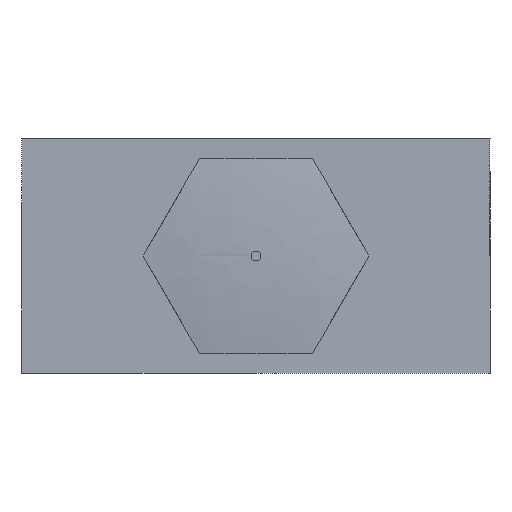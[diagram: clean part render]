
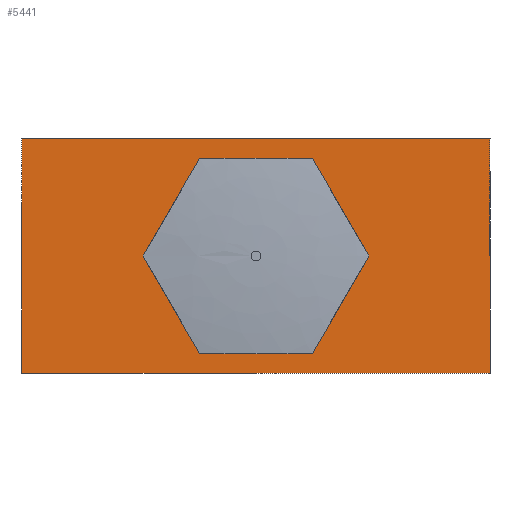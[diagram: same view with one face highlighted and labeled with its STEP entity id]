
A CAD part, front view. The second image highlights one B-rep face of the part: STEP entity #5441.
In plain terms, the highlighted face is planar.
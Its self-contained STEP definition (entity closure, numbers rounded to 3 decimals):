
#462=FACE_BOUND('',#1249,.T.);
#611=PLANE('',#5730);
#913=FACE_OUTER_BOUND('',#1248,.T.);
#1248=EDGE_LOOP('',(#5050,#5051,#5052,#5053));
#1249=EDGE_LOOP('',(#5054,#5055,#5056));
#1725=LINE('',#9765,#2210);
#1748=LINE('',#9917,#2233);
#1749=LINE('',#9919,#2234);
#1750=LINE('',#9920,#2235);
#2210=VECTOR('',#6502,10.);
#2233=VECTOR('',#6593,10.);
#2234=VECTOR('',#6594,10.);
#2235=VECTOR('',#6595,10.);
#2260=CIRCLE('',#5712,5.);
#2261=CIRCLE('',#5713,5.);
#2271=CIRCLE('',#5731,5.);
#2758=VERTEX_POINT('',#9763);
#2759=VERTEX_POINT('',#9764);
#2776=VERTEX_POINT('',#9876);
#2777=VERTEX_POINT('',#9877);
#2778=VERTEX_POINT('',#9880);
#2788=VERTEX_POINT('',#9916);
#2789=VERTEX_POINT('',#9918);
#3509=EDGE_CURVE('',#2758,#2759,#1725,.T.);
#3532=EDGE_CURVE('',#2776,#2777,#2260,.T.);
#3534=EDGE_CURVE('',#2777,#2778,#2261,.T.);
#3552=EDGE_CURVE('',#2788,#2758,#1748,.T.);
#3553=EDGE_CURVE('',#2789,#2788,#1749,.T.);
#3554=EDGE_CURVE('',#2759,#2789,#1750,.T.);
#3555=EDGE_CURVE('',#2776,#2778,#2271,.T.);
#5050=ORIENTED_EDGE('',*,*,#3509,.F.);
#5051=ORIENTED_EDGE('',*,*,#3552,.F.);
#5052=ORIENTED_EDGE('',*,*,#3553,.F.);
#5053=ORIENTED_EDGE('',*,*,#3554,.F.);
#5054=ORIENTED_EDGE('',*,*,#3555,.T.);
#5055=ORIENTED_EDGE('',*,*,#3534,.F.);
#5056=ORIENTED_EDGE('',*,*,#3532,.F.);
#5441=ADVANCED_FACE('',(#913,#462),#611,.T.);
#5712=AXIS2_PLACEMENT_3D('',#9878,#6546,#6547);
#5713=AXIS2_PLACEMENT_3D('',#9881,#6549,#6550);
#5730=AXIS2_PLACEMENT_3D('',#9915,#6591,#6592);
#5731=AXIS2_PLACEMENT_3D('',#9921,#6596,#6597);
#6502=DIRECTION('',(1.,0.,0.));
#6546=DIRECTION('center_axis',(0.,0.,1.));
#6547=DIRECTION('ref_axis',(1.,0.,0.));
#6549=DIRECTION('center_axis',(0.,0.,1.));
#6550=DIRECTION('ref_axis',(1.,0.,0.));
#6591=DIRECTION('center_axis',(0.,0.,1.));
#6592=DIRECTION('ref_axis',(1.,0.,0.));
#6593=DIRECTION('',(0.,1.,0.));
#6594=DIRECTION('',(-1.,0.,0.));
#6595=DIRECTION('',(0.,-1.,0.));
#6596=DIRECTION('center_axis',(0.,0.,-1.));
#6597=DIRECTION('ref_axis',(-1.,0.,0.));
#9763=CARTESIAN_POINT('',(-32.494,18.685,19.));
#9764=CARTESIAN_POINT('',(5.506,18.685,19.));
#9765=CARTESIAN_POINT('',(-32.494,18.685,19.));
#9876=CARTESIAN_POINT('',(-18.494,9.185,19.));
#9877=CARTESIAN_POINT('',(-8.494,9.185,19.));
#9878=CARTESIAN_POINT('Origin',(-13.494,9.185,19.));
#9880=CARTESIAN_POINT('',(-8.494,9.185,19.));
#9881=CARTESIAN_POINT('Origin',(-13.494,9.185,19.));
#9915=CARTESIAN_POINT('Origin',(-13.494,9.185,19.));
#9916=CARTESIAN_POINT('',(-32.494,-0.315,19.));
#9917=CARTESIAN_POINT('',(-32.494,-0.315,19.));
#9918=CARTESIAN_POINT('',(5.506,-0.315,19.));
#9919=CARTESIAN_POINT('',(5.506,-0.315,19.));
#9920=CARTESIAN_POINT('',(5.506,18.685,19.));
#9921=CARTESIAN_POINT('Origin',(-13.494,9.185,19.));
